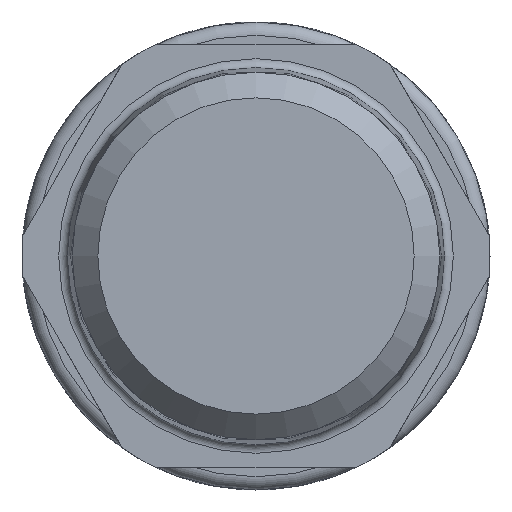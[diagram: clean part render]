
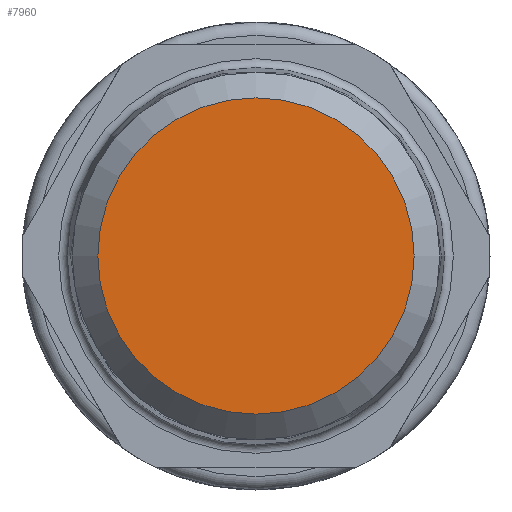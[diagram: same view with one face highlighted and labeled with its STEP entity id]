
A CAD part, left-side view. The second image highlights one B-rep face of the part: STEP entity #7960.
In plain terms, the highlighted planar face has unit normal (-1, 0, 0).
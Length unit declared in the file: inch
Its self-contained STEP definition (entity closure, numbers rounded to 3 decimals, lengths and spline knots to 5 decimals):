
#1026=PLANE('',#8887);
#1437=FACE_OUTER_BOUND('',#1870,.T.);
#1870=EDGE_LOOP('',(#6871,#6872));
#2374=CIRCLE('',#8888,0.3526);
#2375=CIRCLE('',#8889,0.3526);
#3410=VERTEX_POINT('',#16400);
#3411=VERTEX_POINT('',#16401);
#4572=EDGE_CURVE('',#3410,#3411,#2374,.T.);
#4573=EDGE_CURVE('',#3411,#3410,#2375,.T.);
#6871=ORIENTED_EDGE('',*,*,#4572,.F.);
#6872=ORIENTED_EDGE('',*,*,#4573,.F.);
#7960=ADVANCED_FACE('',(#1437),#1026,.T.);
#8887=AXIS2_PLACEMENT_3D('',#16399,#10967,#10968);
#8888=AXIS2_PLACEMENT_3D('',#16402,#10969,#10970);
#8889=AXIS2_PLACEMENT_3D('',#16403,#10971,#10972);
#10967=DIRECTION('center_axis',(-1.,0.,0.));
#10968=DIRECTION('ref_axis',(0.,0.,
-1.));
#10969=DIRECTION('center_axis',(1.,0.,0.));
#10970=DIRECTION('ref_axis',(0.,0.,
1.));
#10971=DIRECTION('center_axis',(1.,0.,0.));
#10972=DIRECTION('ref_axis',(0.,0.,
1.));
#16399=CARTESIAN_POINT('Origin',(-1.41732,-0.3526,0.));
#16400=CARTESIAN_POINT('',(-1.41732,-0.3526,0.));
#16401=CARTESIAN_POINT('',(-1.41732,0.3526,0.));
#16402=CARTESIAN_POINT('Origin',(-1.41732,0.,
0.));
#16403=CARTESIAN_POINT('Origin',(-1.41732,0.,
0.));
